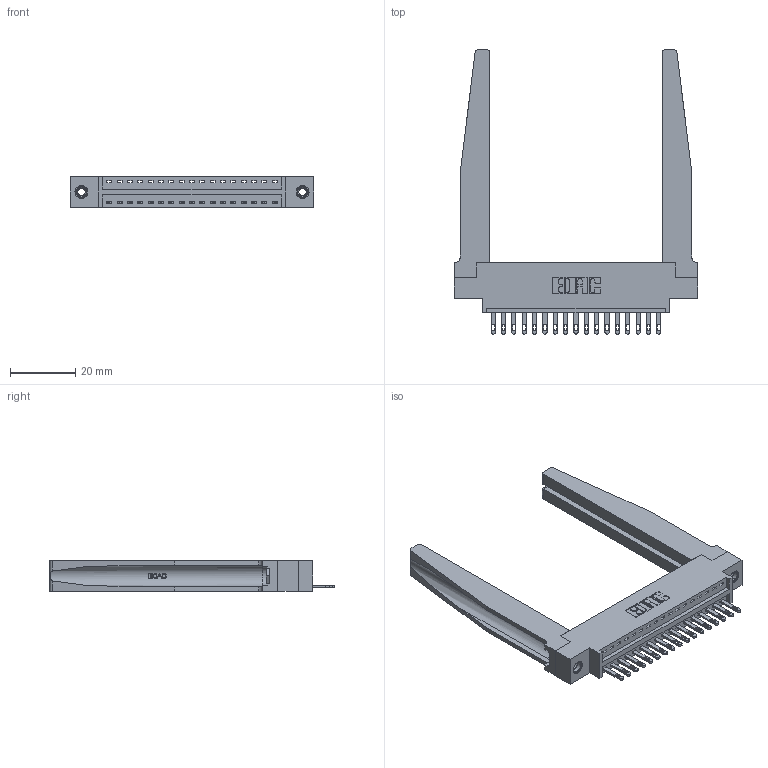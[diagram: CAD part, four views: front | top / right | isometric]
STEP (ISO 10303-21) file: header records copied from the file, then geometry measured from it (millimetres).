
FILE_DESCRIPTION (( 'STEP AP203' ), '1' );
FILE_NAME ('346-017-500-678.STEP', '2022-05-05T11:33:11', ( '' ), ( '' ), 'SwSTEP 2.0', 'SolidWorks 2020', '' );
FILE_SCHEMA (( 'CONFIG_CONTROL_DESIGN' ));
Length unit declared in the file: inch
Products named in the file (5): 345-292-001_345-293-100; 346-220-078_345-220-078; 346 Part_0.170 Offset - 0.156 Dia-TH; 345-250-001_345-250-001-102; 346-017-500-678
Assembly tree (22 placements, depth 2):
  346-017-500-678
    346 Part_0.170 Offset - 0.156 Dia-TH
    345-292-001_345-293-100  x17
    346-220-078_345-220-078  x2
    345-250-001_345-250-001-102  x2
Bounding box: 74.55 x 87.12 x 9.4 mm (x, y, z)
Volume: 13710.4 mm3; surface area: 15003.6 mm2
Topology: 22 solids, 22 shells, 1292 faces, 3841 edges, 2550 vertices
Faces by surface type: plane 814, cylinder 426, bspline 36, cone 12, torus 4
Entity records: 19142 total; most frequent: CARTESIAN_POINT 4204, ORIENTED_EDGE 3042, DIRECTION 2725, EDGE_CURVE 1521, LINE 1223, VECTOR 1223, VERTEX_POINT 1008, AXIS2_PLACEMENT_3D 751
